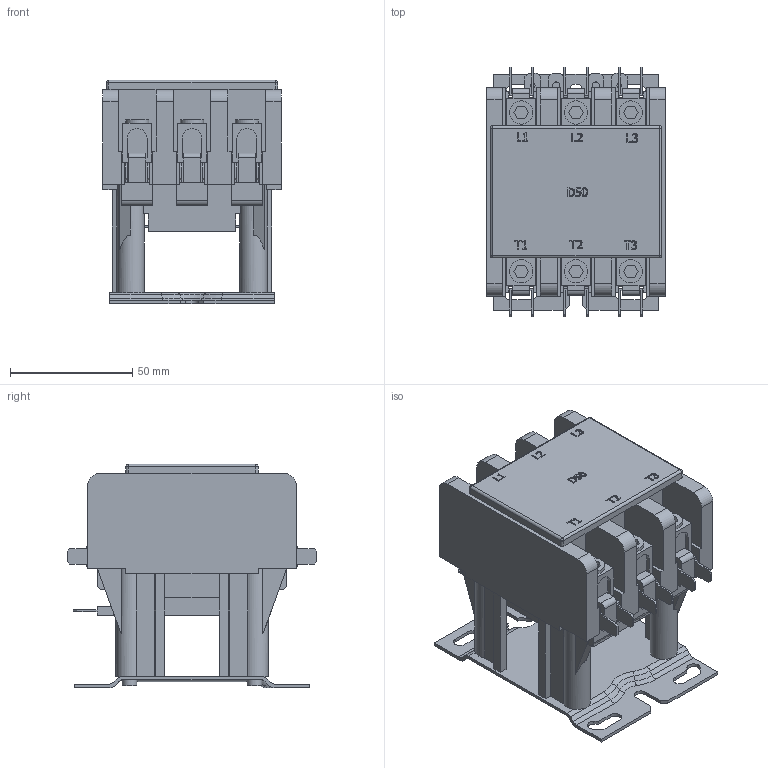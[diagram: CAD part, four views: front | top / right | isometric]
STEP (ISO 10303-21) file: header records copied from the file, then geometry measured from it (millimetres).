
FILE_DESCRIPTION(/* description */ ('Definite Purpose Contactor - 3 Pole, 50A, 120VAC'),/* implementation_level */ '2;1');
FILE_NAME(/* name */ '280-D50N3XAD.stp',/* time_stamp */ '2019-12-09T15:20:39-05:00',/* author */ ('cbunnell'),/* organization */ (''),/* preprocessor_version */ 'ST-DEVELOPER v18',/* originating_system */ 'Autodesk Inventor 2020',/* authorisation */ '');
FILE_SCHEMA (('AUTOMOTIVE_DESIGN { 1 0 10303 214 3 1 1 }'));
Length unit declared in the file: millimetre
Products named in the file (1): 12C20066X01
Bounding box: 73 x 101.8 x 91.33 mm (x, y, z)
Volume: 298953.2 mm3; surface area: 70954.2 mm2
Topology: 1 solids, 1 shells, 883 faces, 2466 edges, 1624 vertices
Faces by surface type: plane 673, bspline 111, cylinder 89, sphere 4, torus 4, cone 2
Full cylindrical faces by diameter (mm): 1.9 x2, 2.9 x2, 5.87 x4, 9.5 x6
Entity records: 29292 total; most frequent: CARTESIAN_POINT 6597, ORIENTED_EDGE 4932, DIRECTION 4036, EDGE_CURVE 2466, LINE 1998, VECTOR 1998, VERTEX_POINT 1624, AXIS2_PLACEMENT_3D 1019
